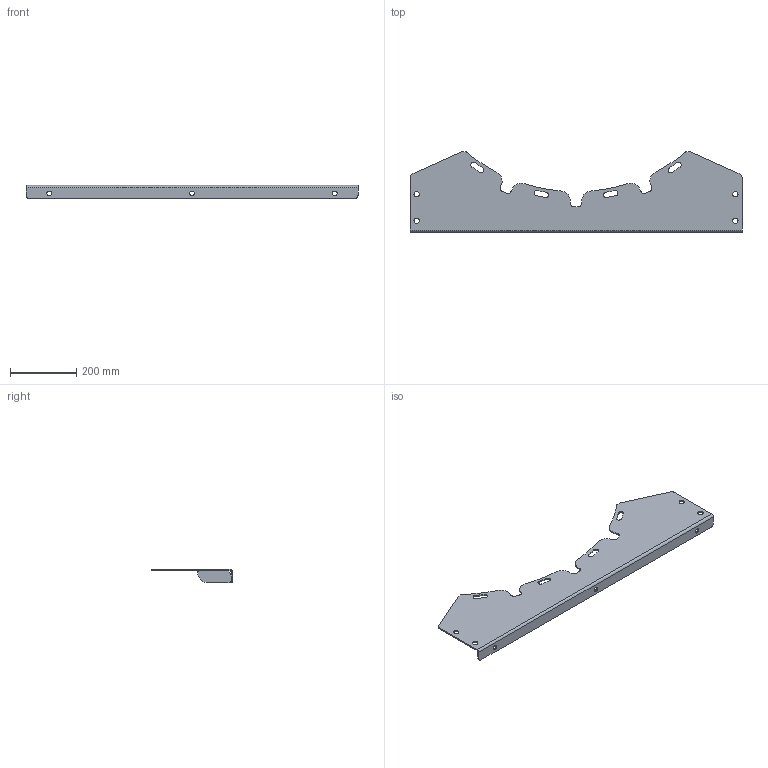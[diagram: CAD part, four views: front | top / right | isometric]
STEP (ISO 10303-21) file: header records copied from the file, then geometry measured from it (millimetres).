
FILE_DESCRIPTION (( 'STEP AP203' ), '1' );
FILE_NAME ('1ST1000_CCst 100.STEP', '2022-02-24T08:47:11', ( '' ), ( '' ), 'SwSTEP 2.0', 'SolidWorks 2018', '' );
FILE_SCHEMA (( 'CONFIG_CONTROL_DESIGN' ));
Length unit declared in the file: millimetre
Products named in the file (1): 1ST1000_CCst 100
Bounding box: 1000 x 243 x 40 mm (x, y, z)
Volume: 833359.7 mm3; surface area: 432380.7 mm2
Topology: 3 solids, 3 shells, 110 faces, 304 edges, 200 vertices
Faces by surface type: cylinder 72, plane 38
Entity records: 3685 total; most frequent: DIRECTION 670, CARTESIAN_POINT 615, ORIENTED_EDGE 608, EDGE_CURVE 304, AXIS2_PLACEMENT_3D 255, VERTEX_POINT 200, LINE 160, VECTOR 160
